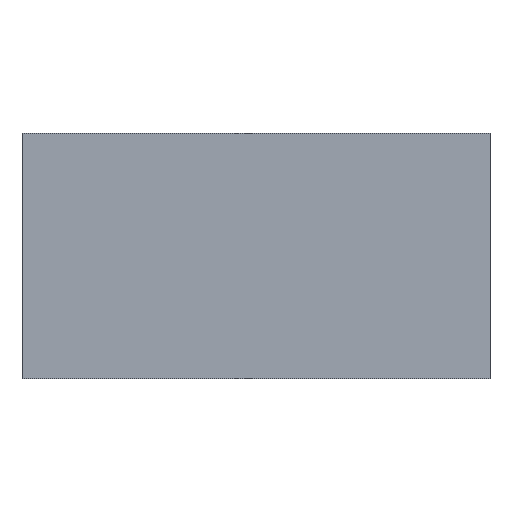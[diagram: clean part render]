
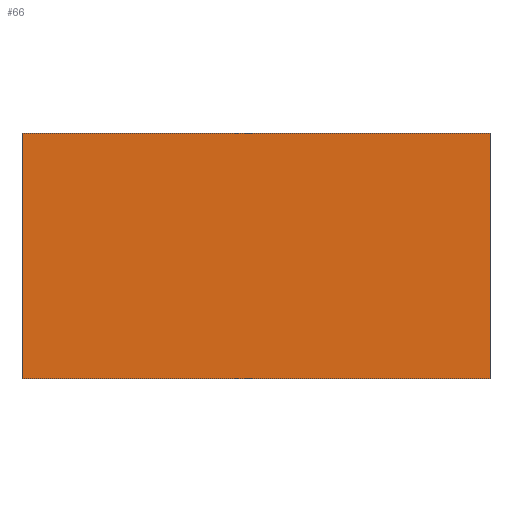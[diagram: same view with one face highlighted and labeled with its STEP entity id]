
A CAD part, top view. The second image highlights one B-rep face of the part: STEP entity #66.
In plain terms, the highlighted planar face has unit normal (0, 0, 1).
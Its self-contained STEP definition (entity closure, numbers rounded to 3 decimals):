
#1 = CARTESIAN_POINT ( 'NONE',  ( 630., 0., 3. ) ) ;
#6 = ORIENTED_EDGE ( 'NONE', *, *, #100, .T. ) ;
#11 = EDGE_CURVE ( 'NONE', #115, #129, #180, .T. ) ;
#24 = LINE ( 'NONE', #53, #111 ) ;
#26 = VERTEX_POINT ( 'NONE', #135 ) ;
#47 = VECTOR ( 'NONE', #117, 1000. ) ;
#53 = CARTESIAN_POINT ( 'NONE',  ( 0., 0., 3. ) ) ;
#55 = ORIENTED_EDGE ( 'NONE', *, *, #174, .T. ) ;
#58 = VERTEX_POINT ( 'NONE', #1 ) ;
#62 = EDGE_LOOP ( 'NONE', ( #55, #105, #6, #131 ) ) ;
#66 = ADVANCED_FACE ( 'NONE', ( #98 ), #68, .F. ) ;
#68 = PLANE ( 'NONE',  #126 ) ;
#88 = CARTESIAN_POINT ( 'NONE',  ( 0., 330., 3. ) ) ;
#94 = VECTOR ( 'NONE', #139, 1000. ) ;
#98 = FACE_OUTER_BOUND ( 'NONE', #62, .T. ) ;
#100 = EDGE_CURVE ( 'NONE', #58, #115, #176, .T. ) ;
#104 = CARTESIAN_POINT ( 'NONE',  ( 0., 0., 3. ) ) ;
#105 = ORIENTED_EDGE ( 'NONE', *, *, #202, .T. ) ;
#111 = VECTOR ( 'NONE', #178, 1000. ) ;
#115 = VERTEX_POINT ( 'NONE', #145 ) ;
#117 = DIRECTION ( 'NONE',  ( 0., 1., 0. ) ) ;
#118 = LINE ( 'NONE', #104, #148 ) ;
#124 = DIRECTION ( 'NONE',  ( -1., 0., 0. ) ) ;
#126 = AXIS2_PLACEMENT_3D ( 'NONE', #153, #156, #124 ) ;
#129 = VERTEX_POINT ( 'NONE', #88 ) ;
#131 = ORIENTED_EDGE ( 'NONE', *, *, #11, .T. ) ;
#135 = CARTESIAN_POINT ( 'NONE',  ( 0., 0., 3. ) ) ;
#139 = DIRECTION ( 'NONE',  ( -1., 0., 0. ) ) ;
#145 = CARTESIAN_POINT ( 'NONE',  ( 630., 330., 3. ) ) ;
#148 = VECTOR ( 'NONE', #161, 1000. ) ;
#153 = CARTESIAN_POINT ( 'NONE',  ( 0., 0., 3. ) ) ;
#154 = CARTESIAN_POINT ( 'NONE',  ( 0., 330., 3. ) ) ;
#156 = DIRECTION ( 'NONE',  ( 0., 0., -1. ) ) ;
#161 = DIRECTION ( 'NONE',  ( 1., 0., 0. ) ) ;
#164 = CARTESIAN_POINT ( 'NONE',  ( 630., 0., 3. ) ) ;
#174 = EDGE_CURVE ( 'NONE', #129, #26, #24, .T. ) ;
#176 = LINE ( 'NONE', #164, #47 ) ;
#178 = DIRECTION ( 'NONE',  ( 0., -1., 0. ) ) ;
#180 = LINE ( 'NONE', #154, #94 ) ;
#202 = EDGE_CURVE ( 'NONE', #26, #58, #118, .T. ) ;
